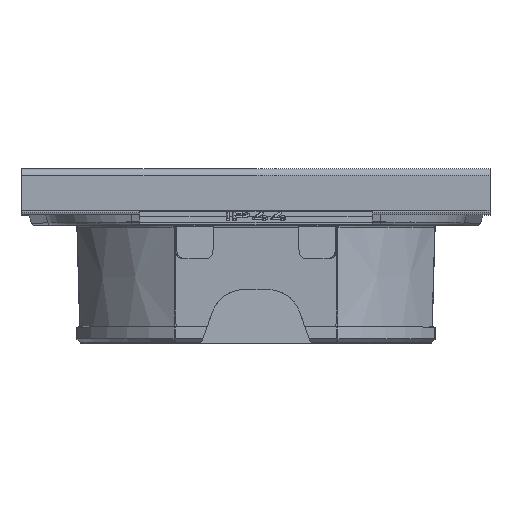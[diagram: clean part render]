
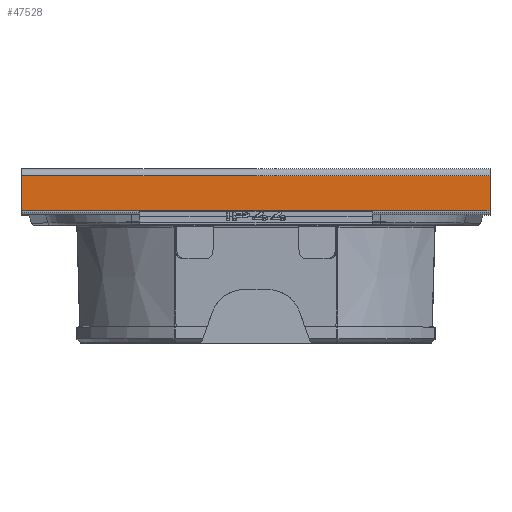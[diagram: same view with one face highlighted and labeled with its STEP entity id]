
A CAD part, top view. The second image highlights one B-rep face of the part: STEP entity #47528.
In plain terms, the highlighted planar face has unit normal (0, 0, 1).
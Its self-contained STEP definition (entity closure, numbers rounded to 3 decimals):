
#28998=DIRECTION('',(0.,1.,0.));
#28999=VECTOR('',#28998,5.2);
#29000=CARTESIAN_POINT('',(-35.25,0.6,35.));
#29001=LINE('14284',#29000,#28999);
#32493=DIRECTION('',(0.,1.,0.));
#32494=VECTOR('',#32493,5.2);
#32495=CARTESIAN_POINT('',(35.25,0.6,35.));
#32496=LINE('14293',#32495,#32494);
#33709=DIRECTION('',(1.,0.,0.));
#33710=VECTOR('',#33709,70.5);
#33711=CARTESIAN_POINT('',(-35.25,0.6,35.));
#33712=LINE('14301',#33711,#33710);
#33716=DIRECTION('',(1.,0.,0.));
#33717=VECTOR('',#33716,70.5);
#33718=CARTESIAN_POINT('',(-35.25,5.8,35.));
#33719=LINE('14302',#33718,#33717);
#44227=CARTESIAN_POINT('',(-35.25,0.6,35.));
#44229=VERTEX_POINT('',#44227);
#44230=CARTESIAN_POINT('',(-35.25,5.8,35.));
#44231=VERTEX_POINT('',#44230);
#44241=CARTESIAN_POINT('',(35.25,0.6,35.));
#44243=VERTEX_POINT('',#44241);
#44244=CARTESIAN_POINT('',(35.25,5.8,35.));
#44245=VERTEX_POINT('',#44244);
#47516=CARTESIAN_POINT('',(-35.25,0.6,35.));
#47517=DIRECTION('',(0.,0.,-1.));
#47518=DIRECTION('',(0.,1.,0.));
#47519=AXIS2_PLACEMENT_3D('',#47516,#47517,#47518);
#47520=PLANE('14242',#47519);
#47521=ORIENTED_EDGE('14284',*,*,#45567,.T.);
#47523=ORIENTED_EDGE('14302',*,*,#47522,.T.);
#47524=ORIENTED_EDGE('14293',*,*,#46596,.F.);
#47525=ORIENTED_EDGE('14301',*,*,#47439,.F.);
#47526=EDGE_LOOP('14242',(#47521,#47523,#47524,#47525));
#47527=FACE_OUTER_BOUND('14242',#47526,.F.);
#47528=ADVANCED_FACE('14242',(#47527),#47520,.F.);
#45567=EDGE_CURVE('14284',#44229,#44231,#29001,.T.);
#46596=EDGE_CURVE('14293',#44243,#44245,#32496,.T.);
#47439=EDGE_CURVE('14301',#44229,#44243,#33712,.T.);
#47522=EDGE_CURVE('14302',#44231,#44245,#33719,.T.);
